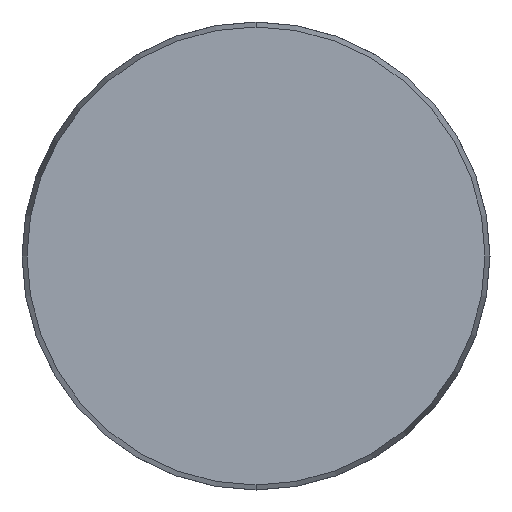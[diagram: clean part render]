
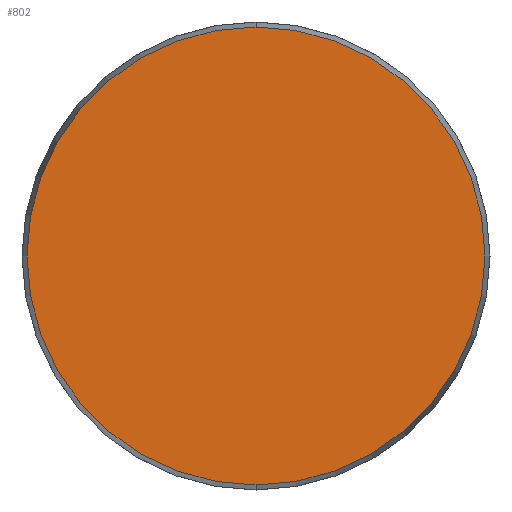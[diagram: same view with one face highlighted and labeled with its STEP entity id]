
A CAD part, front view. The second image highlights one B-rep face of the part: STEP entity #802.
In plain terms, the highlighted planar face has unit normal (0, -1, 0).
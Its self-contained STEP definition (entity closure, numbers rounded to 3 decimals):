
#14 = DIRECTION ( 'NONE',  ( 0., 0., -1. ) ) ;
#38 = EDGE_CURVE ( 'NONE', #544, #270, #48, .T. ) ;
#48 = CIRCLE ( 'NONE', #589, 39.143 ) ;
#109 = DIRECTION ( 'NONE',  ( 0., -1., 0. ) ) ;
#113 = FACE_OUTER_BOUND ( 'NONE', #349, .T. ) ;
#125 = DIRECTION ( 'NONE',  ( 0., 0., 1. ) ) ;
#140 = AXIS2_PLACEMENT_3D ( 'NONE', #498, #109, #14 ) ;
#270 = VERTEX_POINT ( 'NONE', #668 ) ;
#301 = DIRECTION ( 'NONE',  ( 0., -1., 0. ) ) ;
#349 = EDGE_LOOP ( 'NONE', ( #952, #806 ) ) ;
#380 = CARTESIAN_POINT ( 'NONE',  ( 0., 0., 0. ) ) ;
#498 = CARTESIAN_POINT ( 'NONE',  ( 0., 0., 0. ) ) ;
#544 = VERTEX_POINT ( 'NONE', #784 ) ;
#589 = AXIS2_PLACEMENT_3D ( 'NONE', #380, #301, #695 ) ;
#596 = DIRECTION ( 'NONE',  ( 0., 1., 0. ) ) ;
#661 = CIRCLE ( 'NONE', #140, 39.143 ) ;
#668 = CARTESIAN_POINT ( 'NONE',  ( 0., 0., -39.143 ) ) ;
#673 = EDGE_CURVE ( 'NONE', #270, #544, #661, .T. ) ;
#682 = PLANE ( 'NONE',  #771 ) ;
#695 = DIRECTION ( 'NONE',  ( 0., 0., -1. ) ) ;
#755 = CARTESIAN_POINT ( 'NONE',  ( -39.143, 0., 0. ) ) ;
#771 = AXIS2_PLACEMENT_3D ( 'NONE', #755, #596, #125 ) ;
#784 = CARTESIAN_POINT ( 'NONE',  ( 0., 0., 39.143 ) ) ;
#802 = ADVANCED_FACE ( 'NONE', ( #113 ), #682, .F. ) ;
#806 = ORIENTED_EDGE ( 'NONE', *, *, #673, .T. ) ;
#952 = ORIENTED_EDGE ( 'NONE', *, *, #38, .T. ) ;
